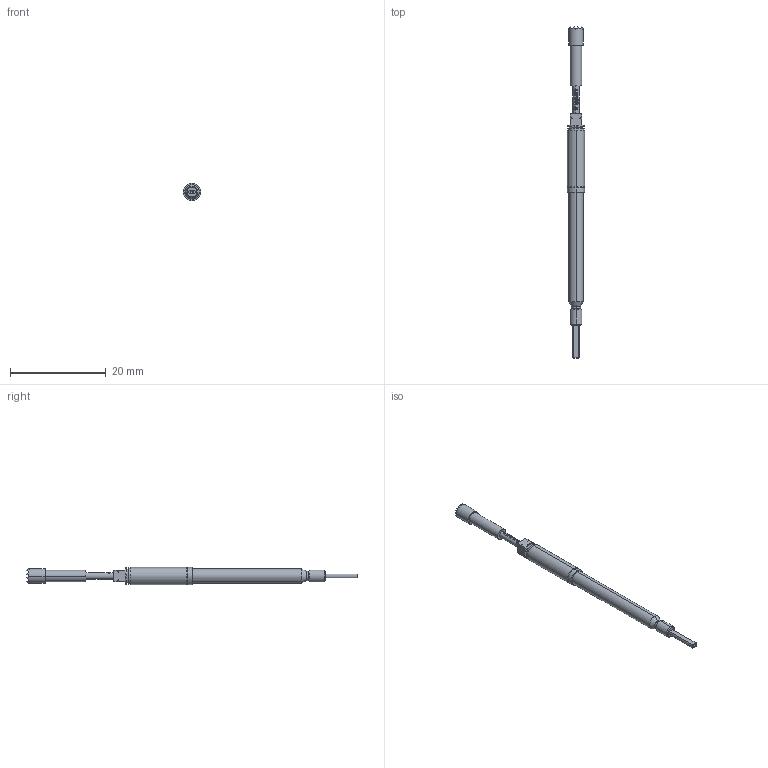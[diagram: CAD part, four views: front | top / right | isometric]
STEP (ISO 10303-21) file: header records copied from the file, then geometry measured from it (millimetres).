
FILE_DESCRIPTION (( 'STEP AP203' ), '1' );
FILE_NAME ('INGUN_VF4-206_300_A_xx.STEP', '2022-03-01T06:20:54', ( 'ochi' ), ( '' ), 'SwSTEP 2.0', 'SolidWorks 2018', '' );
FILE_SCHEMA (( 'CONFIG_CONTROL_DESIGN' ));
Length unit declared in the file: millimetre
Products named in the file (1): INGUN_VF4-206_300_A_xx
Bounding box: 3.6 x 69.5 x 3.6 mm (x, y, z)
Volume: 420 mm3; surface area: 627.8 mm2
Topology: 1 solids, 1 shells, 197 faces, 480 edges, 292 vertices
Faces by surface type: plane 96, cylinder 41, bspline 36, cone 20, torus 4
Entity records: 6751 total; most frequent: CARTESIAN_POINT 2732, ORIENTED_EDGE 956, DIRECTION 590, EDGE_CURVE 478, VERTEX_POINT 292, B_SPLINE_CURVE_WITH_KNOTS 238, AXIS2_PLACEMENT_3D 220, EDGE_LOOP 206
